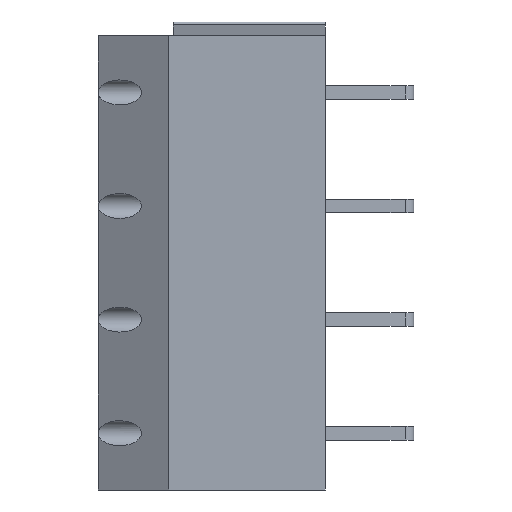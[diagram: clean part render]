
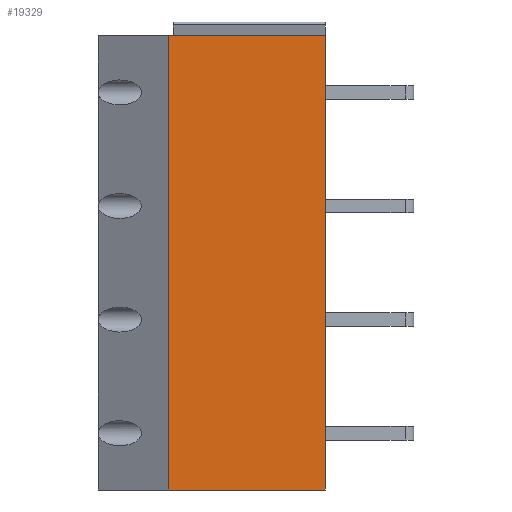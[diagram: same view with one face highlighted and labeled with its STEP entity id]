
A CAD part, left-side view. The second image highlights one B-rep face of the part: STEP entity #19329.
In plain terms, the highlighted planar face has unit normal (-1, 0, 0).
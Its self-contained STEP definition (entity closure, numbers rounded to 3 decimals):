
#470=PLANE('',#20426);
#1893=LINE('',#41233,#3476);
#2087=LINE('',#42896,#3670);
#2430=LINE('',#44660,#4013);
#2470=LINE('',#44798,#4053);
#3476=VECTOR('',#22365,10.);
#3670=VECTOR('',#22651,10.);
#4013=VECTOR('',#23276,10.);
#4053=VECTOR('',#23418,10.);
#5232=FACE_OUTER_BOUND('',#6291,.T.);
#6291=EDGE_LOOP('',(#15410,#15411,#15412,#15413));
#7894=VERTEX_POINT('',#41229);
#7896=VERTEX_POINT('',#41232);
#8127=VERTEX_POINT('',#42894);
#8443=VERTEX_POINT('',#44659);
#9983=EDGE_CURVE('',#7896,#7894,#1893,.T.);
#10331=EDGE_CURVE('',#8127,#7894,#2087,.T.);
#10814=EDGE_CURVE('',#8443,#7896,#2430,.T.);
#10881=EDGE_CURVE('',#8127,#8443,#2470,.T.);
#15410=ORIENTED_EDGE('',*,*,#9983,.T.);
#15411=ORIENTED_EDGE('',*,*,#10331,.F.);
#15412=ORIENTED_EDGE('',*,*,#10881,.T.);
#15413=ORIENTED_EDGE('',*,*,#10814,.T.);
#19329=ADVANCED_FACE('',(#5232),#470,.T.);
#20426=AXIS2_PLACEMENT_3D('',#44889,#23528,#23529);
#22365=DIRECTION('',(0.,0.,-1.));
#22651=DIRECTION('',(0.,1.,0.));
#23276=DIRECTION('',(0.,1.,0.));
#23418=DIRECTION('',(0.,0.,1.));
#23528=DIRECTION('center_axis',(-1.,0.,0.));
#23529=DIRECTION('ref_axis',(0.,0.,1.));
#41229=CARTESIAN_POINT('',(-4.5,6.9,-17.5));
#41232=CARTESIAN_POINT('',(-4.5,6.9,2.5));
#41233=CARTESIAN_POINT('',(-4.5,6.9,-7.5));
#42894=CARTESIAN_POINT('',(-4.5,0.,-17.5));
#42896=CARTESIAN_POINT('',(-4.5,0.,-17.5));
#44659=CARTESIAN_POINT('',(-4.5,0.,2.5));
#44660=CARTESIAN_POINT('',(-4.5,0.,2.5));
#44798=CARTESIAN_POINT('',(-4.5,0.,-17.5));
#44889=CARTESIAN_POINT('Origin',(-4.5,0.,-17.5));
